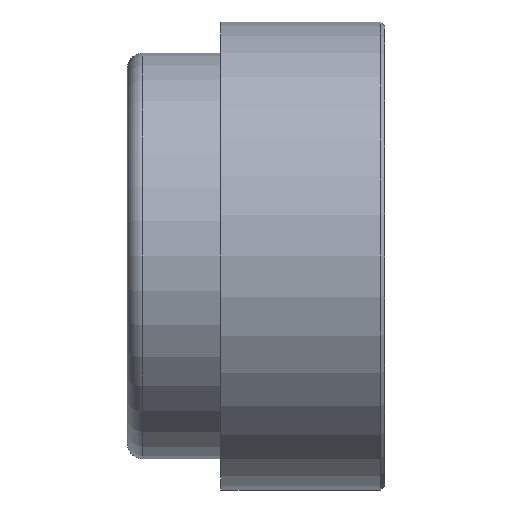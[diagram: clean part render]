
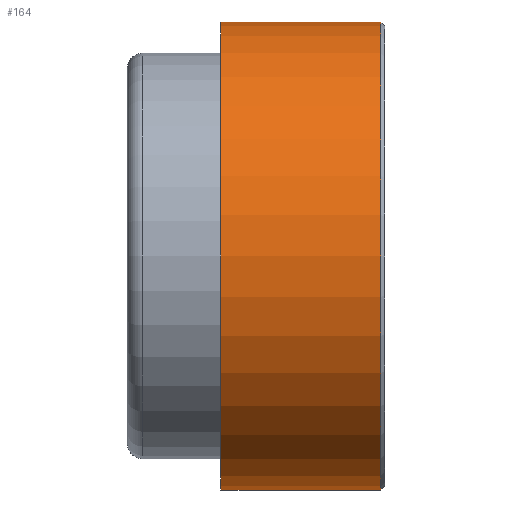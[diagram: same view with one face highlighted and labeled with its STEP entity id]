
A CAD part, left-side view. The second image highlights one B-rep face of the part: STEP entity #164.
In plain terms, the highlighted cylindrical face has radius 30 mm (diameter 60 mm), a full revolution.
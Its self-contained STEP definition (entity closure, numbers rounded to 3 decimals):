
#17=CYLINDRICAL_SURFACE('',#196,30.);
#32=FACE_OUTER_BOUND('',#44,.T.);
#44=EDGE_LOOP('',(#133,#134,#135,#136,#137));
#57=LINE('',#296,#63);
#63=VECTOR('',#242,30.);
#71=CIRCLE('',#194,30.);
#72=CIRCLE('',#195,30.);
#73=CIRCLE('',#197,30.);
#86=VERTEX_POINT('',#288);
#87=VERTEX_POINT('',#289);
#88=VERTEX_POINT('',#294);
#102=EDGE_CURVE('',#86,#87,#71,.T.);
#103=EDGE_CURVE('',#87,#86,#72,.T.);
#105=EDGE_CURVE('',#88,#88,#73,.T.);
#106=EDGE_CURVE('',#88,#87,#57,.T.);
#133=ORIENTED_EDGE('',*,*,#105,.F.);
#134=ORIENTED_EDGE('',*,*,#106,.T.);
#135=ORIENTED_EDGE('',*,*,#102,.F.);
#136=ORIENTED_EDGE('',*,*,#103,.F.);
#137=ORIENTED_EDGE('',*,*,#106,.F.);
#164=ADVANCED_FACE('',(#32),#17,.T.);
#194=AXIS2_PLACEMENT_3D('',#290,#233,#234);
#195=AXIS2_PLACEMENT_3D('',#291,#235,#236);
#196=AXIS2_PLACEMENT_3D('',#293,#238,#239);
#197=AXIS2_PLACEMENT_3D('',#295,#240,#241);
#233=DIRECTION('center_axis',(0.,-1.,0.));
#234=DIRECTION('ref_axis',(1.,0.,0.));
#235=DIRECTION('center_axis',(0.,-1.,0.));
#236=DIRECTION('ref_axis',(1.,0.,0.));
#238=DIRECTION('center_axis',(0.,1.,0.));
#239=DIRECTION('ref_axis',(-1.,0.,0.));
#240=DIRECTION('center_axis',(0.,1.,0.));
#241=DIRECTION('ref_axis',(1.,0.,0.));
#242=DIRECTION('',(0.,-1.,0.));
#288=CARTESIAN_POINT('',(-30.,-5.5,0.));
#289=CARTESIAN_POINT('',(30.,-5.5,0.));
#290=CARTESIAN_POINT('Origin',(0.,-5.5,0.));
#291=CARTESIAN_POINT('Origin',(0.,-5.5,0.));
#293=CARTESIAN_POINT('Origin',(0.,4.5,0.));
#294=CARTESIAN_POINT('',(30.,15.,0.));
#295=CARTESIAN_POINT('Origin',(0.,15.,0.));
#296=CARTESIAN_POINT('',(30.,4.5,0.));
